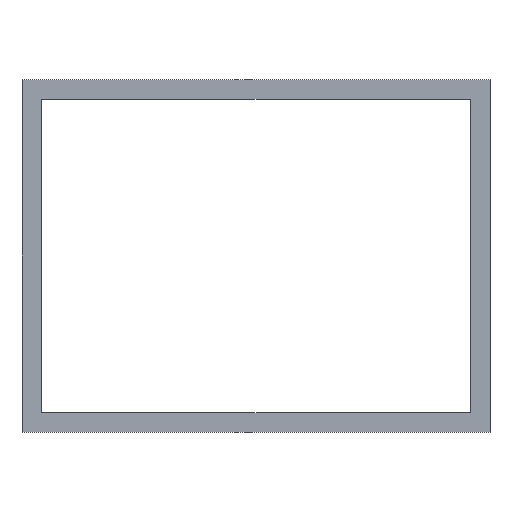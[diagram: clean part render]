
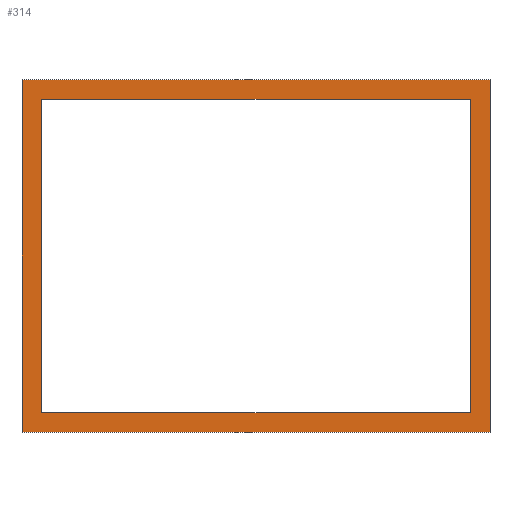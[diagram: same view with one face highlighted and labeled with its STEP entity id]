
A CAD part, front view. The second image highlights one B-rep face of the part: STEP entity #314.
In plain terms, the highlighted planar face has unit normal (0, -1, 0).
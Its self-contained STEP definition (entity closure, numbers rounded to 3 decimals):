
#36=CARTESIAN_POINT('Line Origine',(144.,119.,128.05)) ;
#40=CARTESIAN_POINT('Vertex',(144.,119.,101.1)) ;
#42=CARTESIAN_POINT('Vertex',(144.,119.,155.)) ;
#76=CARTESIAN_POINT('Line Origine',(179.75,119.,155.)) ;
#80=CARTESIAN_POINT('Vertex',(215.5,119.,155.)) ;
#107=CARTESIAN_POINT('Line Origine',(215.5,119.,128.05)) ;
#111=CARTESIAN_POINT('Vertex',(215.5,119.,101.1)) ;
#138=CARTESIAN_POINT('Line Origine',(179.75,119.,101.1)) ;
#166=CARTESIAN_POINT('Vertex',(212.5,119.,104.1)) ;
#180=CARTESIAN_POINT('Vertex',(147.,119.,104.1)) ;
#183=CARTESIAN_POINT('Line Origine',(179.75,119.,104.1)) ;
#206=CARTESIAN_POINT('Vertex',(212.5,119.,152.)) ;
#214=CARTESIAN_POINT('Line Origine',(212.5,119.,128.05)) ;
#237=CARTESIAN_POINT('Vertex',(147.,119.,152.)) ;
#245=CARTESIAN_POINT('Line Origine',(179.75,119.,152.)) ;
#267=CARTESIAN_POINT('Line Origine',(147.,119.,128.05)) ;
#297=CARTESIAN_POINT('Axis2P3D Location',(0.,119.,0.)) ;
#38=VECTOR('Line Direction',#37,1.) ;
#78=VECTOR('Line Direction',#77,1.) ;
#109=VECTOR('Line Direction',#108,1.) ;
#140=VECTOR('Line Direction',#139,1.) ;
#185=VECTOR('Line Direction',#184,1.) ;
#216=VECTOR('Line Direction',#215,1.) ;
#247=VECTOR('Line Direction',#246,1.) ;
#269=VECTOR('Line Direction',#268,1.) ;
#37=DIRECTION('Vector Direction',(0.,0.,-1.)) ;
#77=DIRECTION('Vector Direction',(1.,0.,0.)) ;
#108=DIRECTION('Vector Direction',(0.,0.,1.)) ;
#139=DIRECTION('Vector Direction',(-1.,0.,0.)) ;
#184=DIRECTION('Vector Direction',(-1.,0.,0.)) ;
#215=DIRECTION('Vector Direction',(0.,0.,1.)) ;
#246=DIRECTION('Vector Direction',(1.,0.,0.)) ;
#268=DIRECTION('Vector Direction',(0.,0.,-1.)) ;
#298=DIRECTION('Axis2P3D Direction',(0.,1.,-0.)) ;
#299=DIRECTION('Axis2P3D XDirection',(-1.,0.,0.)) ;
#300=AXIS2_PLACEMENT_3D('Plane Axis2P3D',#297,#298,#299) ;
#39=LINE('Line',#36,#38) ;
#79=LINE('Line',#76,#78) ;
#110=LINE('Line',#107,#109) ;
#141=LINE('Line',#138,#140) ;
#186=LINE('Line',#183,#185) ;
#217=LINE('Line',#214,#216) ;
#248=LINE('Line',#245,#247) ;
#270=LINE('Line',#267,#269) ;
#301=PLANE('',#300) ;
#313=FACE_BOUND('',#308,.T.) ;
#44=EDGE_CURVE('',#41,#43,#39,.F.) ;
#82=EDGE_CURVE('',#43,#81,#79,.T.) ;
#113=EDGE_CURVE('',#81,#112,#110,.F.) ;
#142=EDGE_CURVE('',#112,#41,#141,.T.) ;
#187=EDGE_CURVE('',#167,#181,#186,.T.) ;
#218=EDGE_CURVE('',#207,#167,#217,.F.) ;
#249=EDGE_CURVE('',#238,#207,#248,.T.) ;
#271=EDGE_CURVE('',#181,#238,#270,.F.) ;
#303=ORIENTED_EDGE('',*,*,#142,.F.) ;
#304=ORIENTED_EDGE('',*,*,#113,.F.) ;
#305=ORIENTED_EDGE('',*,*,#82,.F.) ;
#306=ORIENTED_EDGE('',*,*,#44,.F.) ;
#309=ORIENTED_EDGE('',*,*,#271,.T.) ;
#310=ORIENTED_EDGE('',*,*,#249,.T.) ;
#311=ORIENTED_EDGE('',*,*,#218,.T.) ;
#312=ORIENTED_EDGE('',*,*,#187,.T.) ;
#302=EDGE_LOOP('',(#303,#304,#305,#306)) ;
#308=EDGE_LOOP('',(#309,#310,#311,#312)) ;
#41=VERTEX_POINT('',#40) ;
#43=VERTEX_POINT('',#42) ;
#81=VERTEX_POINT('',#80) ;
#112=VERTEX_POINT('',#111) ;
#167=VERTEX_POINT('',#166) ;
#181=VERTEX_POINT('',#180) ;
#207=VERTEX_POINT('',#206) ;
#238=VERTEX_POINT('',#237) ;
#314=ADVANCED_FACE('Corps principal',(#307,#313),#301,.F.) ;
#307=FACE_OUTER_BOUND('',#302,.T.) ;
